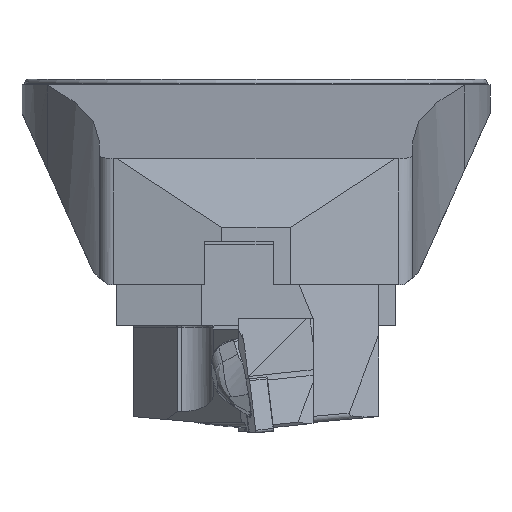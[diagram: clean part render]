
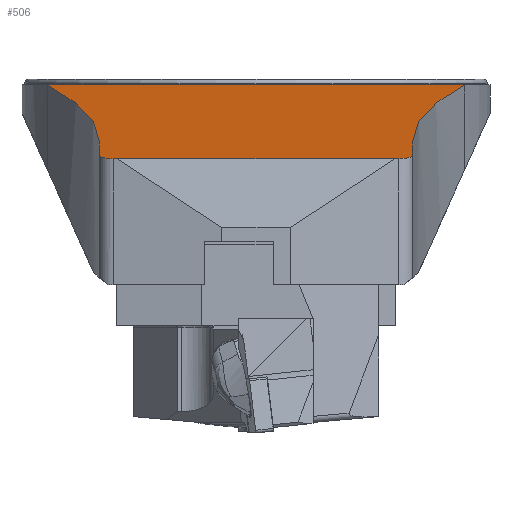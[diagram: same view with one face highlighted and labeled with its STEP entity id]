
A CAD part, left-side view. The second image highlights one B-rep face of the part: STEP entity #506.
In plain terms, the highlighted planar face has unit normal (-0.202, 0, 0.979).
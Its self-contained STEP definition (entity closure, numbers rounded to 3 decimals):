
#282=ELLIPSE('',#3225,265.472,260.);
#287=ELLIPSE('',#3233,265.472,260.);
#297=ELLIPSE('',#3247,6.126,6.);
#298=ELLIPSE('',#3248,6.126,6.);
#299=ELLIPSE('',#3249,132.736,130.);
#300=ELLIPSE('',#3250,132.736,130.);
#358=FACE_OUTER_BOUND('',#1365,.T.);
#506=ADVANCED_FACE('',(#358),#658,.F.);
#658=PLANE('',#3251);
#760=LINE('',#4304,#1044);
#778=LINE('',#4351,#1062);
#780=LINE('',#4355,#1064);
#784=LINE('',#4363,#1068);
#800=LINE('',#4396,#1084);
#806=LINE('',#4409,#1090);
#1044=VECTOR('',#3493,1.);
#1062=VECTOR('',#3525,1.);
#1064=VECTOR('',#3529,1.);
#1068=VECTOR('',#3535,1.);
#1084=VECTOR('',#3559,1.);
#1090=VECTOR('',#3569,1.);
#1365=EDGE_LOOP('',(#1663,#1664,#1665,#1666,#1667,#1668,#1669,#1670,#1671,
#1672,#1673,#1674));
#1663=ORIENTED_EDGE('',*,*,#2664,.T.);
#1664=ORIENTED_EDGE('',*,*,#2720,.T.);
#1665=ORIENTED_EDGE('',*,*,#2648,.T.);
#1666=ORIENTED_EDGE('',*,*,#2644,.F.);
#1667=ORIENTED_EDGE('',*,*,#2642,.T.);
#1668=ORIENTED_EDGE('',*,*,#2721,.T.);
#1669=ORIENTED_EDGE('',*,*,#2670,.T.);
#1670=ORIENTED_EDGE('',*,*,#2696,.T.);
#1671=ORIENTED_EDGE('',*,*,#2722,.T.);
#1672=ORIENTED_EDGE('',*,*,#2620,.T.);
#1673=ORIENTED_EDGE('',*,*,#2723,.T.);
#1674=ORIENTED_EDGE('',*,*,#2705,.T.);
#2343=VERTEX_POINT('',#4305);
#2344=VERTEX_POINT('',#4306);
#2364=VERTEX_POINT('',#4350);
#2365=VERTEX_POINT('',#4352);
#2366=VERTEX_POINT('',#4356);
#2369=VERTEX_POINT('',#4364);
#2381=VERTEX_POINT('',#4395);
#2382=VERTEX_POINT('',#4397);
#2387=VERTEX_POINT('',#4410);
#2388=VERTEX_POINT('',#4411);
#2409=VERTEX_POINT('',#4460);
#2415=VERTEX_POINT('',#4479);
#2620=EDGE_CURVE('',#2343,#2344,#760,.T.);
#2642=EDGE_CURVE('',#2365,#2364,#778,.T.);
#2644=EDGE_CURVE('',#2365,#2366,#780,.T.);
#2648=EDGE_CURVE('',#2369,#2366,#784,.T.);
#2664=EDGE_CURVE('',#2382,#2381,#800,.T.);
#2670=EDGE_CURVE('',#2387,#2388,#806,.T.);
#2696=EDGE_CURVE('',#2388,#2409,#282,.T.);
#2705=EDGE_CURVE('',#2415,#2382,#287,.T.);
#2720=EDGE_CURVE('',#2381,#2369,#297,.T.);
#2721=EDGE_CURVE('',#2364,#2387,#298,.T.);
#2722=EDGE_CURVE('',#2409,#2343,#299,.T.);
#2723=EDGE_CURVE('',#2344,#2415,#300,.T.);
#3225=AXIS2_PLACEMENT_3D('',#4461,#3606,#3607);
#3233=AXIS2_PLACEMENT_3D('',#4478,#3626,#3627);
#3247=AXIS2_PLACEMENT_3D('',#4505,#3659,#3660);
#3248=AXIS2_PLACEMENT_3D('',#4506,#3661,#3662);
#3249=AXIS2_PLACEMENT_3D('',#4507,#3663,#3664);
#3250=AXIS2_PLACEMENT_3D('',#4508,#3665,#3666);
#3251=AXIS2_PLACEMENT_3D('',#4509,#3667,#3668);
#3493=DIRECTION('',(0.,1.,0.));
#3525=DIRECTION('',(0.174,-0.984,0.036));
#3529=DIRECTION('',(0.,1.,0.));
#3535=DIRECTION('',(-0.174,-0.984,-0.036));
#3559=DIRECTION('',(-0.979,0.,-0.202));
#3569=DIRECTION('',(0.979,0.,0.202));
#3606=DIRECTION('',(0.202,0.,-0.979));
#3607=DIRECTION('',(0.979,0.,0.202));
#3626=DIRECTION('',(0.202,0.,-0.979));
#3627=DIRECTION('',(0.979,0.,0.202));
#3659=DIRECTION('',(-0.202,0.,0.979));
#3660=DIRECTION('',(0.979,0.,0.202));
#3661=DIRECTION('',(-0.202,0.,0.979));
#3662=DIRECTION('',(-0.979,0.,-0.202));
#3663=DIRECTION('',(-0.202,0.,0.979));
#3664=DIRECTION('',(0.979,0.,0.202));
#3665=DIRECTION('',(-0.202,0.,0.979));
#3666=DIRECTION('',(0.979,0.,0.202));
#3667=DIRECTION('',(0.202,0.,-0.979));
#3668=DIRECTION('',(0.979,0.,0.202));
#4304=CARTESIAN_POINT('',(-86.5,-219.,-2.));
#4305=CARTESIAN_POINT('',(-86.5,-73.12,-2.));
#4306=CARTESIAN_POINT('',(-86.5,73.12,-2.));
#4350=CARTESIAN_POINT('',(-212.292,-50.042,-27.943));
#4351=CARTESIAN_POINT('',(-219.141,-11.201,-29.355));
#4352=CARTESIAN_POINT('',(-212.569,-48.471,-28.));
#4355=CARTESIAN_POINT('',(-212.569,-219.,-28.));
#4356=CARTESIAN_POINT('',(-212.569,48.471,-28.));
#4363=CARTESIAN_POINT('',(-219.141,11.201,-29.355));
#4364=CARTESIAN_POINT('',(-212.292,50.042,-27.943));
#4395=CARTESIAN_POINT('',(-206.383,55.,-26.724));
#4396=CARTESIAN_POINT('',(-86.5,55.,-2.));
#4397=CARTESIAN_POINT('',(-181.865,55.,-21.668));
#4409=CARTESIAN_POINT('',(-86.5,-55.,-2.));
#4410=CARTESIAN_POINT('',(-206.383,-55.,-26.724));
#4411=CARTESIAN_POINT('',(-181.865,-55.,-21.668));
#4460=CARTESIAN_POINT('',(-86.807,-73.,-2.063));
#4461=CARTESIAN_POINT('',(-181.865,-315.,-21.668));
#4478=CARTESIAN_POINT('',(-181.865,315.,-21.668));
#4479=CARTESIAN_POINT('',(-86.807,73.,-2.063));
#4505=CARTESIAN_POINT('',(-206.383,49.,-26.724));
#4506=CARTESIAN_POINT('',(-206.383,-49.,-26.724));
#4507=CARTESIAN_POINT('',(-39.279,48.,7.739));
#4508=CARTESIAN_POINT('',(-39.279,-48.,7.739));
#4509=CARTESIAN_POINT('',(-86.5,-219.,-2.));
